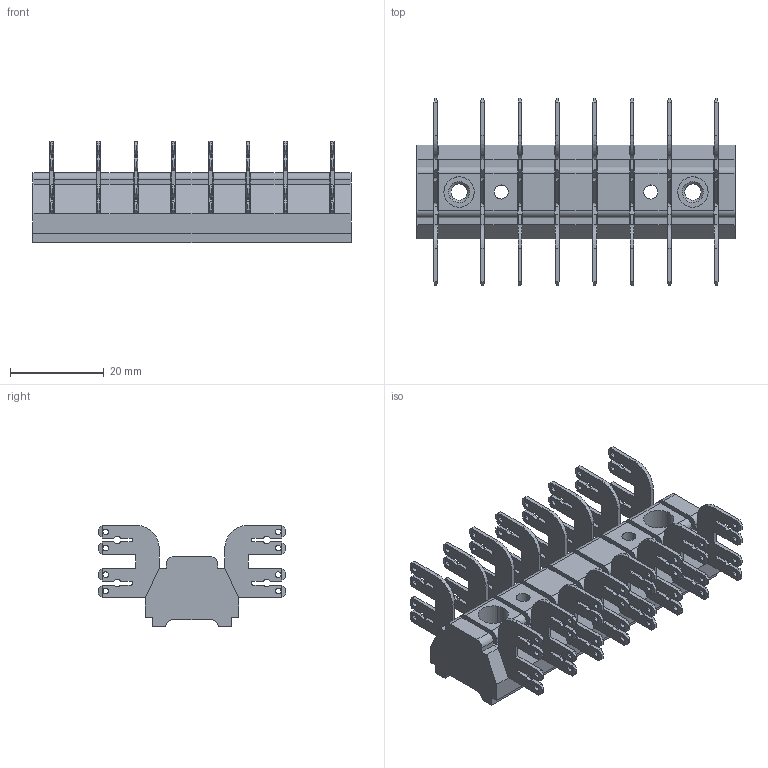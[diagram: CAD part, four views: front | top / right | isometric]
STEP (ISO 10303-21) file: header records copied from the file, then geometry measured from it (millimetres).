
FILE_DESCRIPTION(('CATIA V5R24 STEP','CAx-IF Rec.Pracs.--- Model Styling and Organization---1.2---2011-12-15'),'2;1');
FILE_NAME ('002137-1_1', '2018-08-27T09:07:49+00:00', ('Weidmueller Interface'), ('Weidmueller'), 'CATIA Version 5-6 Release 2014 SP4 HF52', 'CATIA V5 STEP AP214', 'none');
FILE_SCHEMA(('AUTOMOTIVE_DESIGN { 1 0 10303 214 1 1 1 1 }'));
Length unit declared in the file: millimetre
Products named in the file (1): 0480120000
Bounding box: 68 x 40 x 21.7 mm (x, y, z)
Volume: 12690.6 mm3; surface area: 17282.9 mm2
Topology: 9 solids, 9 shells, 1470 faces, 4032 edges, 2542 vertices
Faces by surface type: plane 1018, cylinder 404, sphere 32, extrusion 12, cone 4
Entity records: 42427 total; most frequent: CARTESIAN_POINT 8147, ORIENTED_EDGE 8000, DIRECTION 5475, EDGE_CURVE 4000, VECTOR 3013, LINE 3001, VERTEX_POINT 2542, AXIS2_PLACEMENT_3D 1662
